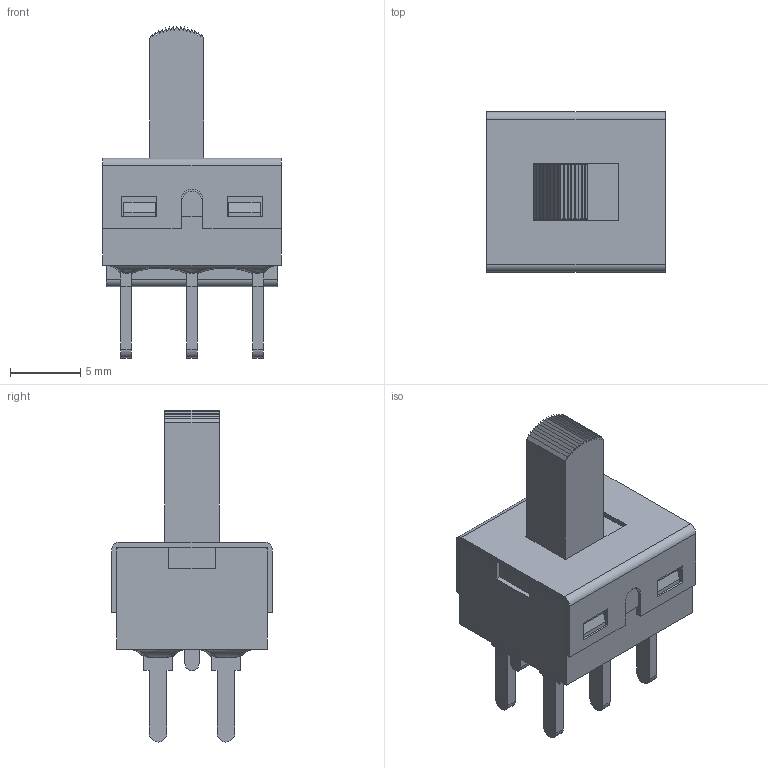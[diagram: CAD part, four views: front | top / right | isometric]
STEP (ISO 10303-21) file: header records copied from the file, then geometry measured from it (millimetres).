
FILE_DESCRIPTION(/* description */ (''),/* implementation_level */ '2;1');
FILE_NAME(/* name */ '500SDPxS3M2xEA.stp',/* time_stamp */ '2025-05-14T16:16:39-05:00',/* author */ ('mroman'),/* organization */ (''),/* preprocessor_version */ 'ST-DEVELOPER v18.1',/* originating_system */ 'Autodesk Inventor 2022',/* authorisation */ '');
FILE_SCHEMA (('AUTOMOTIVE_DESIGN { 1 0 10303 214 3 1 1 }'));
Length unit declared in the file: inch
Products named in the file (1): 500SDPxS3M2xEA
Bounding box: 12.7 x 11.43 x 23.62 mm (x, y, z)
Volume: 714 mm3; surface area: 1648.3 mm2
Topology: 1 solids, 2 shells, 237 faces, 669 edges, 446 vertices
Faces by surface type: plane 194, cylinder 27, bspline 16
Entity records: 8367 total; most frequent: CARTESIAN_POINT 2338, ORIENTED_EDGE 1338, DIRECTION 1087, EDGE_CURVE 669, LINE 519, VECTOR 519, VERTEX_POINT 446, AXIS2_PLACEMENT_3D 284
